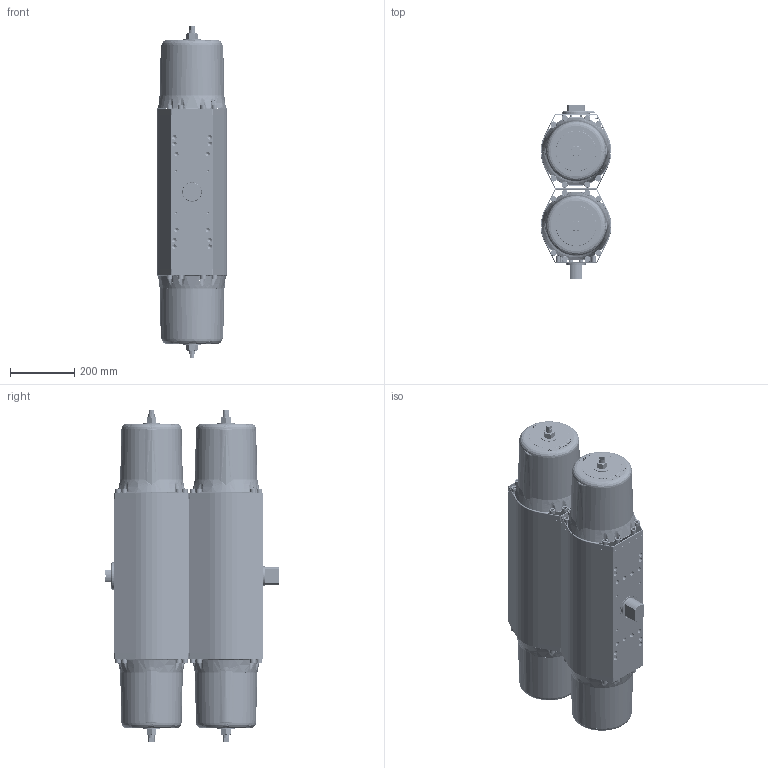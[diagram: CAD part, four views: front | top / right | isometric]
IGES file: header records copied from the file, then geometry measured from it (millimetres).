
Start section: SolidWorks IGES file using analytic representation for surfaces
Global section: file name: RC88-SR.IGS; native system: SolidWorks 2019; preprocessor: SolidWorks 2019; author: sten-olof.groth; date: 200128.071820; units: millimetre
Bounding box: 220 x 543.6 x 1032.2 mm (x, y, z)
Surface area: 1409078.7 mm2 (no closed solid volume)
Topology: 0 solids, 0 shells, 2981 faces, 38205 edges, 38115 vertices
Faces by surface type: bspline 2416, revolution 565
